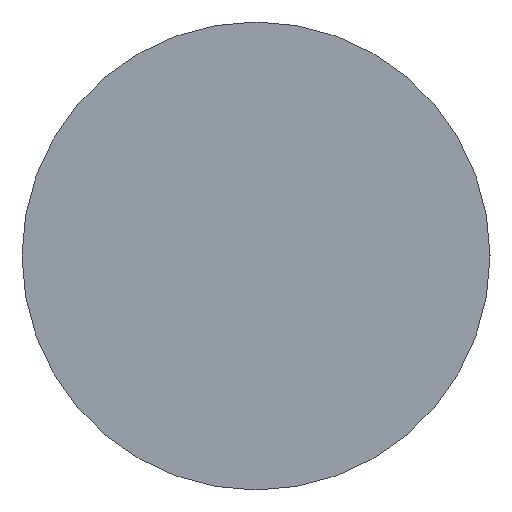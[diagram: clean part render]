
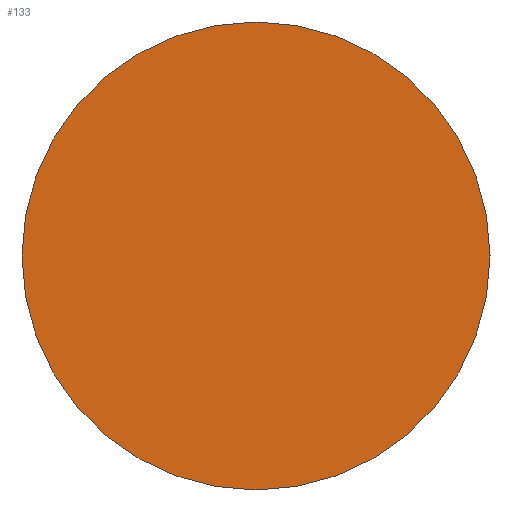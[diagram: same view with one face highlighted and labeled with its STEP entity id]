
A CAD part, left-side view. The second image highlights one B-rep face of the part: STEP entity #133.
In plain terms, the highlighted planar face has unit normal (-1, 0, 0).
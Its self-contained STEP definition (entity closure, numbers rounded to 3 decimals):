
#133 = ADVANCED_FACE( '', ( #280 ), #281, .F. );
#280 = FACE_OUTER_BOUND( '', #437, .T. );
#281 = PLANE( '', #438 );
#437 = EDGE_LOOP( '', ( #747 ) );
#438 = AXIS2_PLACEMENT_3D( '', #748, #749, #750 );
#747 = ORIENTED_EDGE( '', *, *, #977, .F. );
#748 = CARTESIAN_POINT( '', ( 0., 0., 0. ) );
#749 = DIRECTION( '', ( 1., 0., 0. ) );
#750 = DIRECTION( '', ( 0., 0., -1. ) );
#977 = EDGE_CURVE( '', #1168, #1168, #1169, .T. );
#1168 = VERTEX_POINT( '', #1525 );
#1169 = CIRCLE( '', #1526, 25. );
#1525 = CARTESIAN_POINT( '', ( 0., 0., -25. ) );
#1526 = AXIS2_PLACEMENT_3D( '', #1657, #1658, #1659 );
#1657 = CARTESIAN_POINT( '', ( 0., 0., 0. ) );
#1658 = DIRECTION( '', ( 1., 0., 0. ) );
#1659 = DIRECTION( '', ( 0., 0., -1. ) );
